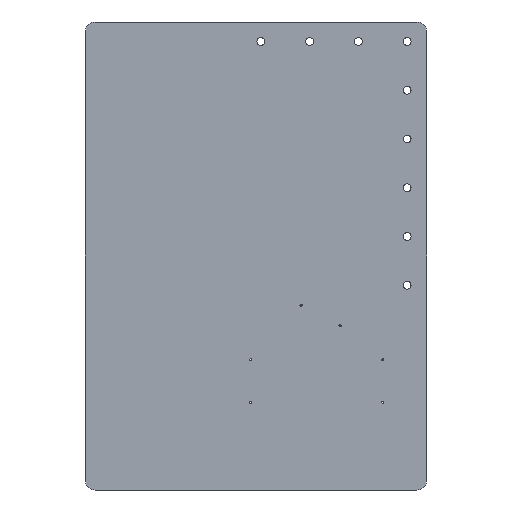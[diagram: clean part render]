
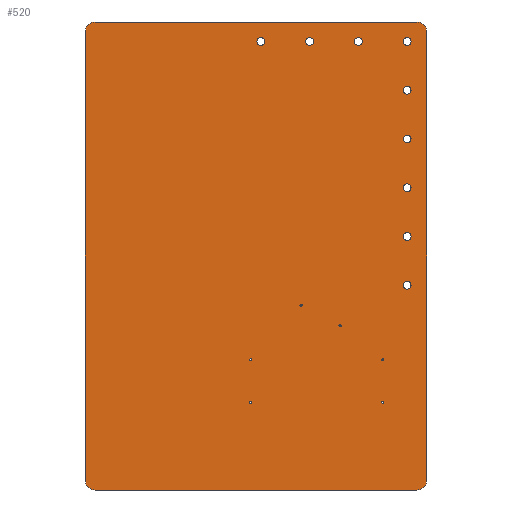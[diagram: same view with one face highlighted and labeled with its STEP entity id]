
A CAD part, front view. The second image highlights one B-rep face of the part: STEP entity #520.
In plain terms, the highlighted planar face has unit normal (0, -1, 0).
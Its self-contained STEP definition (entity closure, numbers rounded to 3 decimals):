
#15=FACE_BOUND('',#94,.T.);
#16=FACE_BOUND('',#95,.T.);
#17=FACE_BOUND('',#96,.T.);
#18=FACE_BOUND('',#97,.T.);
#19=FACE_BOUND('',#98,.T.);
#20=FACE_BOUND('',#99,.T.);
#21=FACE_BOUND('',#100,.T.);
#22=FACE_BOUND('',#101,.T.);
#23=FACE_BOUND('',#102,.T.);
#24=FACE_BOUND('',#103,.T.);
#25=FACE_BOUND('',#104,.T.);
#26=FACE_BOUND('',#105,.T.);
#27=FACE_BOUND('',#106,.T.);
#28=FACE_BOUND('',#107,.T.);
#29=FACE_BOUND('',#108,.T.);
#46=PLANE('',#597);
#68=FACE_OUTER_BOUND('',#93,.T.);
#93=EDGE_LOOP('',(#414,#415,#416,#417,#418,#419,#420,#421));
#94=EDGE_LOOP('',(#422));
#95=EDGE_LOOP('',(#423));
#96=EDGE_LOOP('',(#424));
#97=EDGE_LOOP('',(#425));
#98=EDGE_LOOP('',(#426));
#99=EDGE_LOOP('',(#427));
#100=EDGE_LOOP('',(#428));
#101=EDGE_LOOP('',(#429));
#102=EDGE_LOOP('',(#430));
#103=EDGE_LOOP('',(#431));
#104=EDGE_LOOP('',(#432));
#105=EDGE_LOOP('',(#433));
#106=EDGE_LOOP('',(#434));
#107=EDGE_LOOP('',(#435));
#108=EDGE_LOOP('',(#436));
#148=LINE('',#872,#179);
#151=LINE('',#878,#182);
#152=LINE('',#882,#183);
#153=LINE('',#886,#184);
#179=VECTOR('',#728,10.);
#182=VECTOR('',#733,10.);
#183=VECTOR('',#736,10.);
#184=VECTOR('',#739,10.);
#193=CIRCLE('',#549,4.);
#195=CIRCLE('',#552,4.);
#197=CIRCLE('',#555,4.);
#199=CIRCLE('',#558,4.);
#201=CIRCLE('',#561,4.);
#203=CIRCLE('',#564,4.);
#205=CIRCLE('',#567,4.);
#207=CIRCLE('',#570,4.);
#209=CIRCLE('',#573,4.);
#211=CIRCLE('',#576,1.125);
#213=CIRCLE('',#579,1.125);
#215=CIRCLE('',#582,1.125);
#217=CIRCLE('',#585,1.125);
#219=CIRCLE('',#588,1.125);
#221=CIRCLE('',#591,1.125);
#224=CIRCLE('',#595,10.);
#225=CIRCLE('',#598,10.);
#226=CIRCLE('',#599,10.);
#227=CIRCLE('',#600,10.);
#231=VERTEX_POINT('',#772);
#233=VERTEX_POINT('',#778);
#235=VERTEX_POINT('',#784);
#237=VERTEX_POINT('',#790);
#239=VERTEX_POINT('',#796);
#241=VERTEX_POINT('',#802);
#243=VERTEX_POINT('',#808);
#245=VERTEX_POINT('',#814);
#247=VERTEX_POINT('',#820);
#249=VERTEX_POINT('',#826);
#251=VERTEX_POINT('',#832);
#253=VERTEX_POINT('',#838);
#255=VERTEX_POINT('',#844);
#257=VERTEX_POINT('',#850);
#259=VERTEX_POINT('',#856);
#263=VERTEX_POINT('',#865);
#264=VERTEX_POINT('',#867);
#265=VERTEX_POINT('',#871);
#267=VERTEX_POINT('',#877);
#268=VERTEX_POINT('',#879);
#269=VERTEX_POINT('',#881);
#270=VERTEX_POINT('',#883);
#271=VERTEX_POINT('',#885);
#277=EDGE_CURVE('',#231,#231,#193,.T.);
#280=EDGE_CURVE('',#233,#233,#195,.T.);
#283=EDGE_CURVE('',#235,#235,#197,.T.);
#286=EDGE_CURVE('',#237,#237,#199,.T.);
#289=EDGE_CURVE('',#239,#239,#201,.T.);
#292=EDGE_CURVE('',#241,#241,#203,.T.);
#295=EDGE_CURVE('',#243,#243,#205,.T.);
#298=EDGE_CURVE('',#245,#245,#207,.T.);
#301=EDGE_CURVE('',#247,#247,#209,.T.);
#304=EDGE_CURVE('',#249,#249,#211,.T.);
#307=EDGE_CURVE('',#251,#251,#213,.T.);
#310=EDGE_CURVE('',#253,#253,#215,.T.);
#313=EDGE_CURVE('',#255,#255,#217,.T.);
#316=EDGE_CURVE('',#257,#257,#219,.T.);
#319=EDGE_CURVE('',#259,#259,#221,.T.);
#324=EDGE_CURVE('',#263,#264,#224,.T.);
#326=EDGE_CURVE('',#264,#265,#148,.T.);
#329=EDGE_CURVE('',#267,#263,#151,.T.);
#330=EDGE_CURVE('',#268,#267,#225,.T.);
#331=EDGE_CURVE('',#269,#268,#152,.T.);
#332=EDGE_CURVE('',#270,#269,#226,.T.);
#333=EDGE_CURVE('',#271,#270,#153,.T.);
#334=EDGE_CURVE('',#265,#271,#227,.T.);
#414=ORIENTED_EDGE('',*,*,#324,.F.);
#415=ORIENTED_EDGE('',*,*,#329,.F.);
#416=ORIENTED_EDGE('',*,*,#330,.F.);
#417=ORIENTED_EDGE('',*,*,#331,.F.);
#418=ORIENTED_EDGE('',*,*,#332,.F.);
#419=ORIENTED_EDGE('',*,*,#333,.F.);
#420=ORIENTED_EDGE('',*,*,#334,.F.);
#421=ORIENTED_EDGE('',*,*,#326,.F.);
#422=ORIENTED_EDGE('',*,*,#277,.T.);
#423=ORIENTED_EDGE('',*,*,#280,.T.);
#424=ORIENTED_EDGE('',*,*,#283,.T.);
#425=ORIENTED_EDGE('',*,*,#286,.T.);
#426=ORIENTED_EDGE('',*,*,#289,.T.);
#427=ORIENTED_EDGE('',*,*,#292,.T.);
#428=ORIENTED_EDGE('',*,*,#295,.T.);
#429=ORIENTED_EDGE('',*,*,#298,.T.);
#430=ORIENTED_EDGE('',*,*,#301,.T.);
#431=ORIENTED_EDGE('',*,*,#304,.T.);
#432=ORIENTED_EDGE('',*,*,#307,.T.);
#433=ORIENTED_EDGE('',*,*,#310,.T.);
#434=ORIENTED_EDGE('',*,*,#313,.T.);
#435=ORIENTED_EDGE('',*,*,#316,.T.);
#436=ORIENTED_EDGE('',*,*,#319,.T.);
#520=ADVANCED_FACE('',(#68,#15,#16,#17,#18,#19,#20,#21,#22,#23,#24,#25,
#26,#27,#28,#29),#46,.F.);
#549=AXIS2_PLACEMENT_3D('',#773,#615,#616);
#552=AXIS2_PLACEMENT_3D('',#779,#622,#623);
#555=AXIS2_PLACEMENT_3D('',#785,#629,#630);
#558=AXIS2_PLACEMENT_3D('',#791,#636,#637);
#561=AXIS2_PLACEMENT_3D('',#797,#643,#644);
#564=AXIS2_PLACEMENT_3D('',#803,#650,#651);
#567=AXIS2_PLACEMENT_3D('',#809,#657,#658);
#570=AXIS2_PLACEMENT_3D('',#815,#664,#665);
#573=AXIS2_PLACEMENT_3D('',#821,#671,#672);
#576=AXIS2_PLACEMENT_3D('',#827,#678,#679);
#579=AXIS2_PLACEMENT_3D('',#833,#685,#686);
#582=AXIS2_PLACEMENT_3D('',#839,#692,#693);
#585=AXIS2_PLACEMENT_3D('',#845,#699,#700);
#588=AXIS2_PLACEMENT_3D('',#851,#706,#707);
#591=AXIS2_PLACEMENT_3D('',#857,#713,#714);
#595=AXIS2_PLACEMENT_3D('',#868,#723,#724);
#597=AXIS2_PLACEMENT_3D('',#876,#731,#732);
#598=AXIS2_PLACEMENT_3D('',#880,#734,#735);
#599=AXIS2_PLACEMENT_3D('',#884,#737,#738);
#600=AXIS2_PLACEMENT_3D('',#887,#740,#741);
#615=DIRECTION('center_axis',(0.,1.,0.));
#616=DIRECTION('ref_axis',(-1.,0.,0.));
#622=DIRECTION('center_axis',(0.,1.,0.));
#623=DIRECTION('ref_axis',(-1.,0.,0.));
#629=DIRECTION('center_axis',(0.,1.,0.));
#630=DIRECTION('ref_axis',(-1.,0.,0.));
#636=DIRECTION('center_axis',(0.,1.,0.));
#637=DIRECTION('ref_axis',(-1.,0.,0.));
#643=DIRECTION('center_axis',(0.,1.,0.));
#644=DIRECTION('ref_axis',(-1.,0.,0.));
#650=DIRECTION('center_axis',(0.,1.,0.));
#651=DIRECTION('ref_axis',(-1.,0.,0.));
#657=DIRECTION('center_axis',(0.,1.,0.));
#658=DIRECTION('ref_axis',(-1.,0.,0.));
#664=DIRECTION('center_axis',(0.,1.,0.));
#665=DIRECTION('ref_axis',(-1.,0.,0.));
#671=DIRECTION('center_axis',(0.,1.,0.));
#672=DIRECTION('ref_axis',(-1.,0.,0.));
#678=DIRECTION('center_axis',(0.,1.,0.));
#679=DIRECTION('ref_axis',(-1.,0.,0.));
#685=DIRECTION('center_axis',(0.,1.,0.));
#686=DIRECTION('ref_axis',(-1.,0.,0.));
#692=DIRECTION('center_axis',(0.,1.,0.));
#693=DIRECTION('ref_axis',(-1.,0.,0.));
#699=DIRECTION('center_axis',(0.,1.,0.));
#700=DIRECTION('ref_axis',(-1.,0.,0.));
#706=DIRECTION('center_axis',(0.,1.,0.));
#707=DIRECTION('ref_axis',(-1.,0.,0.));
#713=DIRECTION('center_axis',(0.,1.,0.));
#714=DIRECTION('ref_axis',(-1.,0.,0.));
#723=DIRECTION('center_axis',(0.,1.,0.));
#724=DIRECTION('ref_axis',(-0.707,0.,-0.707));
#728=DIRECTION('',(0.,0.,1.));
#731=DIRECTION('center_axis',(0.,1.,0.));
#732=DIRECTION('ref_axis',(0.,0.,1.));
#733=DIRECTION('',(-1.,0.,0.));
#734=DIRECTION('center_axis',(0.,1.,0.));
#735=DIRECTION('ref_axis',(0.707,0.,-0.707));
#736=DIRECTION('',(0.,0.,-1.));
#737=DIRECTION('center_axis',(0.,1.,0.));
#738=DIRECTION('ref_axis',(0.707,0.,0.707));
#739=DIRECTION('',(1.,0.,0.));
#740=DIRECTION('center_axis',(0.,1.,0.));
#741=DIRECTION('ref_axis',(-0.707,0.,0.707));
#772=CARTESIAN_POINT('',(-66.,0.,-20.));
#773=CARTESIAN_POINT('Origin',(-70.,0.,-20.));
#778=CARTESIAN_POINT('',(-16.,0.,-20.));
#779=CARTESIAN_POINT('Origin',(-20.,0.,-20.));
#784=CARTESIAN_POINT('',(-16.,0.,-220.));
#785=CARTESIAN_POINT('Origin',(-20.,0.,-220.));
#790=CARTESIAN_POINT('',(-16.,0.,-70.));
#791=CARTESIAN_POINT('Origin',(-20.,0.,-70.));
#796=CARTESIAN_POINT('',(-16.,0.,-170.));
#797=CARTESIAN_POINT('Origin',(-20.,0.,-170.));
#802=CARTESIAN_POINT('',(-16.,0.,-120.));
#803=CARTESIAN_POINT('Origin',(-20.,0.,-120.));
#808=CARTESIAN_POINT('',(-16.,0.,-270.));
#809=CARTESIAN_POINT('Origin',(-20.,0.,-270.));
#814=CARTESIAN_POINT('',(-116.,0.,-20.));
#815=CARTESIAN_POINT('Origin',(-120.,0.,-20.));
#820=CARTESIAN_POINT('',(-166.,0.,-20.));
#821=CARTESIAN_POINT('Origin',(-170.,0.,-20.));
#826=CARTESIAN_POINT('',(-87.625,0.,-311.5));
#827=CARTESIAN_POINT('Origin',(-88.75,0.,-311.5));
#832=CARTESIAN_POINT('',(-179.375,0.,-346.5));
#833=CARTESIAN_POINT('Origin',(-180.5,0.,-346.5));
#838=CARTESIAN_POINT('',(-43.875,0.,-390.));
#839=CARTESIAN_POINT('Origin',(-45.,0.,-390.));
#844=CARTESIAN_POINT('',(-43.875,0.,-346.5));
#845=CARTESIAN_POINT('Origin',(-45.,0.,-346.5));
#850=CARTESIAN_POINT('',(-179.375,0.,-390.));
#851=CARTESIAN_POINT('Origin',(-180.5,0.,-390.));
#856=CARTESIAN_POINT('',(-127.625,0.,-290.5));
#857=CARTESIAN_POINT('Origin',(-128.75,0.,-290.5));
#865=CARTESIAN_POINT('',(-340.,0.,-480.));
#867=CARTESIAN_POINT('',(-350.,0.,-470.));
#868=CARTESIAN_POINT('Origin',(-340.,0.,-470.));
#871=CARTESIAN_POINT('',(-350.,0.,-10.));
#872=CARTESIAN_POINT('',(-350.,0.,-480.));
#876=CARTESIAN_POINT('Origin',(-175.,0.,-240.));
#877=CARTESIAN_POINT('',(-10.,0.,-480.));
#878=CARTESIAN_POINT('',(0.,0.,-480.));
#879=CARTESIAN_POINT('',(0.,0.,-470.));
#880=CARTESIAN_POINT('Origin',(-10.,0.,-470.));
#881=CARTESIAN_POINT('',(0.,0.,-10.));
#882=CARTESIAN_POINT('',(0.,0.,0.));
#883=CARTESIAN_POINT('',(-10.,0.,0.));
#884=CARTESIAN_POINT('Origin',(-10.,0.,-10.));
#885=CARTESIAN_POINT('',(-340.,0.,0.));
#886=CARTESIAN_POINT('',(-350.,0.,0.));
#887=CARTESIAN_POINT('Origin',(-340.,0.,-10.));
